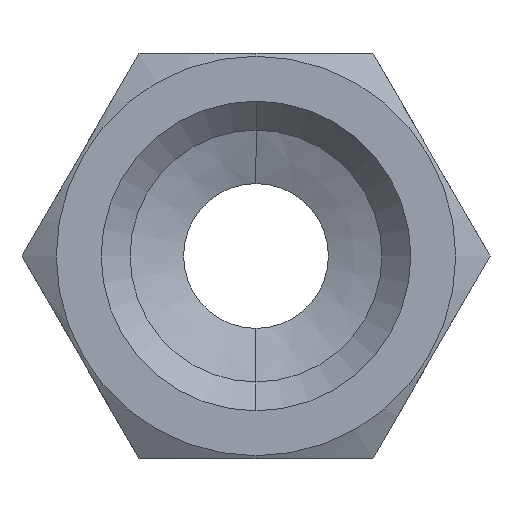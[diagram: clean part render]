
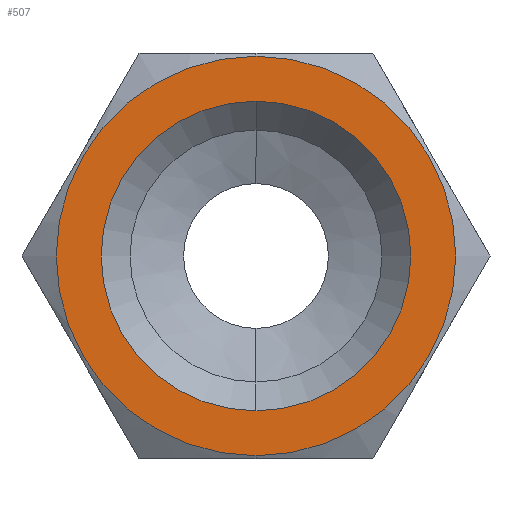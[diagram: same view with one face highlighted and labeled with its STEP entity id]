
A CAD part, front view. The second image highlights one B-rep face of the part: STEP entity #507.
In plain terms, the highlighted planar face has unit normal (0, -1, 0).
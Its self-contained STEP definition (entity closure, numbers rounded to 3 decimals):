
#66 = AXIS2_PLACEMENT_3D ( 'NONE', #935, #934, #929 ) ;
#324 = AXIS2_PLACEMENT_3D ( 'NONE', #798, #796, #795 ) ;
#340 = AXIS2_PLACEMENT_3D ( 'NONE', #809, #808, #805 ) ;
#394 = CIRCLE ( 'NONE', #324, 6.9 ) ;
#407 = EDGE_CURVE ( 'NONE', #1043, #1042, #1135, .T. ) ;
#408 = EDGE_CURVE ( 'NONE', #1019, #1035, #1132, .T. ) ;
#426 = EDGE_CURVE ( 'NONE', #1042, #1043, #1130, .T. ) ;
#429 = EDGE_CURVE ( 'NONE', #1035, #1019, #394, .T. ) ;
#507 = ADVANCED_FACE ( 'NONE', ( #578, #577 ), #939, .T. ) ;
#577 = FACE_OUTER_BOUND ( 'NONE', #670, .T. ) ;
#578 = FACE_BOUND ( 'NONE', #669, .T. ) ;
#669 = EDGE_LOOP ( 'NONE', ( #1009, #1011 ) ) ;
#670 = EDGE_LOOP ( 'NONE', ( #1008, #1013 ) ) ;
#742 = CARTESIAN_POINT ( 'NONE',  ( 0., 0., -5.35 ) ) ;
#743 = CARTESIAN_POINT ( 'NONE',  ( 0., 0., 5.35 ) ) ;
#750 = CARTESIAN_POINT ( 'NONE',  ( 0., 0., -6.9 ) ) ;
#795 = DIRECTION ( 'NONE',  ( 0., 0., -1. ) ) ;
#796 = DIRECTION ( 'NONE',  ( 0., -1., 0. ) ) ;
#798 = CARTESIAN_POINT ( 'NONE',  ( 0., 0., 0. ) ) ;
#805 = DIRECTION ( 'NONE',  ( 0., 0., -1. ) ) ;
#808 = DIRECTION ( 'NONE',  ( 0., -1., 0. ) ) ;
#809 = CARTESIAN_POINT ( 'NONE',  ( 0., 0., 0. ) ) ;
#870 = DIRECTION ( 'NONE',  ( 0., 0., -1. ) ) ;
#871 = DIRECTION ( 'NONE',  ( 0., -1., 0. ) ) ;
#872 = CARTESIAN_POINT ( 'NONE',  ( 0., 0., 0. ) ) ;
#873 = DIRECTION ( 'NONE',  ( 0., 0., -1. ) ) ;
#874 = DIRECTION ( 'NONE',  ( 0., -1., 0. ) ) ;
#875 = CARTESIAN_POINT ( 'NONE',  ( 0., 0., 0. ) ) ;
#889 = CARTESIAN_POINT ( 'NONE',  ( 0., 0., 6.9 ) ) ;
#929 = DIRECTION ( 'NONE',  ( 0., 0., -1. ) ) ;
#934 = DIRECTION ( 'NONE',  ( 0., -1., 0. ) ) ;
#935 = CARTESIAN_POINT ( 'NONE',  ( 0., 0., 0. ) ) ;
#939 = PLANE ( 'NONE',  #66 ) ;
#1008 = ORIENTED_EDGE ( 'NONE', *, *, #408, .T. ) ;
#1009 = ORIENTED_EDGE ( 'NONE', *, *, #407, .F. ) ;
#1011 = ORIENTED_EDGE ( 'NONE', *, *, #426, .F. ) ;
#1013 = ORIENTED_EDGE ( 'NONE', *, *, #429, .T. ) ;
#1019 = VERTEX_POINT ( 'NONE', #889 ) ;
#1035 = VERTEX_POINT ( 'NONE', #750 ) ;
#1042 = VERTEX_POINT ( 'NONE', #743 ) ;
#1043 = VERTEX_POINT ( 'NONE', #742 ) ;
#1130 = CIRCLE ( 'NONE', #340, 5.35 ) ;
#1132 = CIRCLE ( 'NONE', #1149, 6.9 ) ;
#1135 = CIRCLE ( 'NONE', #1140, 5.35 ) ;
#1140 = AXIS2_PLACEMENT_3D ( 'NONE', #875, #874, #873 ) ;
#1149 = AXIS2_PLACEMENT_3D ( 'NONE', #872, #871, #870 ) ;
